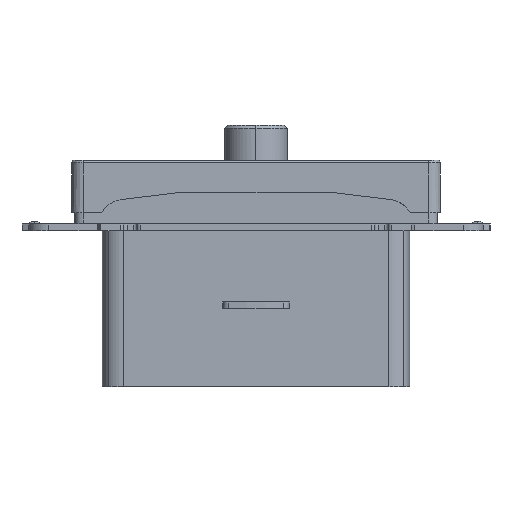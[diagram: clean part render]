
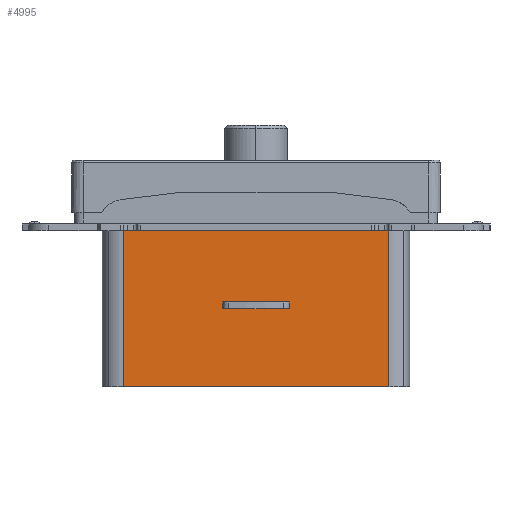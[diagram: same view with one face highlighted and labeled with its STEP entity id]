
A CAD part, left-side view. The second image highlights one B-rep face of the part: STEP entity #4995.
In plain terms, the highlighted planar face has unit normal (-1, 0, 0).
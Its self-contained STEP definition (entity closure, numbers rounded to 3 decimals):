
#151 = VERTEX_POINT ( 'NONE', #8980 ) ;
#282 = LINE ( 'NONE', #13534, #6473 ) ;
#827 = LINE ( 'NONE', #19850, #7502 ) ;
#1065 = ORIENTED_EDGE ( 'NONE', *, *, #11221, .T. ) ;
#1069 = VERTEX_POINT ( 'NONE', #7288 ) ;
#1304 = CARTESIAN_POINT ( 'NONE',  ( -4.714, 30.4, -88.961 ) ) ;
#1897 = DIRECTION ( 'NONE',  ( 0., 0., 1. ) ) ;
#2206 = LINE ( 'NONE', #13602, #16880 ) ;
#2375 = DIRECTION ( 'NONE',  ( 0., 1., 0. ) ) ;
#2462 = ORIENTED_EDGE ( 'NONE', *, *, #7296, .F. ) ;
#2706 = LINE ( 'NONE', #12351, #20709 ) ;
#2892 = VERTEX_POINT ( 'NONE', #24699 ) ;
#4376 = ORIENTED_EDGE ( 'NONE', *, *, #20321, .F. ) ;
#4417 = VERTEX_POINT ( 'NONE', #9766 ) ;
#4995 = ADVANCED_FACE ( 'NONE', ( #5412, #9303 ), #13062, .F. ) ;
#5194 = DIRECTION ( 'NONE',  ( 0., -1., 0. ) ) ;
#5404 = VERTEX_POINT ( 'NONE', #21150 ) ;
#5412 = FACE_BOUND ( 'NONE', #13343, .T. ) ;
#6220 = ORIENTED_EDGE ( 'NONE', *, *, #11993, .T. ) ;
#6473 = VECTOR ( 'NONE', #1897, 1000. ) ;
#6482 = DIRECTION ( 'NONE',  ( 0., 0., 1. ) ) ;
#6630 = ORIENTED_EDGE ( 'NONE', *, *, #22123, .F. ) ;
#7288 = CARTESIAN_POINT ( 'NONE',  ( -4.714, 30.4, -12.8 ) ) ;
#7296 = EDGE_CURVE ( 'NONE', #8258, #151, #23402, .T. ) ;
#7502 = VECTOR ( 'NONE', #5194, 1000. ) ;
#7907 = CARTESIAN_POINT ( 'NONE',  ( -4.714, 55.512, -11.8 ) ) ;
#8089 = VECTOR ( 'NONE', #8582, 1000. ) ;
#8258 = VERTEX_POINT ( 'NONE', #8305 ) ;
#8305 = CARTESIAN_POINT ( 'NONE',  ( -4.714, 30.4, -11.8 ) ) ;
#8582 = DIRECTION ( 'NONE',  ( 0., 0., -1. ) ) ;
#8980 = CARTESIAN_POINT ( 'NONE',  ( -4.714, 40.4, -11.8 ) ) ;
#9303 = FACE_OUTER_BOUND ( 'NONE', #23591, .T. ) ;
#9766 = CARTESIAN_POINT ( 'NONE',  ( -4.714, 15.288, -24.649 ) ) ;
#10973 = EDGE_CURVE ( 'NONE', #4417, #2892, #23549, .T. ) ;
#11194 = DIRECTION ( 'NONE',  ( 1., 0., 0. ) ) ;
#11221 = EDGE_CURVE ( 'NONE', #23278, #151, #282, .T. ) ;
#11965 = EDGE_CURVE ( 'NONE', #5404, #22423, #2206, .T. ) ;
#11993 = EDGE_CURVE ( 'NONE', #8258, #1069, #19350, .T. ) ;
#12351 = CARTESIAN_POINT ( 'NONE',  ( -4.714, 55.512, -88.961 ) ) ;
#12412 = CARTESIAN_POINT ( 'NONE',  ( -4.714, 55.512, -24.649 ) ) ;
#13062 = PLANE ( 'NONE',  #18938 ) ;
#13253 = ORIENTED_EDGE ( 'NONE', *, *, #11965, .T. ) ;
#13343 = EDGE_LOOP ( 'NONE', ( #2462, #6220, #4376, #1065 ) ) ;
#13495 = VECTOR ( 'NONE', #6482, 1000. ) ;
#13534 = CARTESIAN_POINT ( 'NONE',  ( -4.714, 40.4, -88.961 ) ) ;
#13602 = CARTESIAN_POINT ( 'NONE',  ( -4.714, 55.512, -1. ) ) ;
#13636 = LINE ( 'NONE', #15763, #13495 ) ;
#15074 = DIRECTION ( 'NONE',  ( 0., 1., 0. ) ) ;
#15763 = CARTESIAN_POINT ( 'NONE',  ( -4.714, 15.288, -88.961 ) ) ;
#16216 = DIRECTION ( 'NONE',  ( 0., 0., 1. ) ) ;
#16880 = VECTOR ( 'NONE', #21217, 1000. ) ;
#18938 = AXIS2_PLACEMENT_3D ( 'NONE', #20683, #11194, #15074 ) ;
#19350 = LINE ( 'NONE', #1304, #8089 ) ;
#19796 = DIRECTION ( 'NONE',  ( 0., 1., 0. ) ) ;
#19850 = CARTESIAN_POINT ( 'NONE',  ( -4.714, 55.512, -12.8 ) ) ;
#19894 = EDGE_CURVE ( 'NONE', #4417, #5404, #13636, .T. ) ;
#20128 = CARTESIAN_POINT ( 'NONE',  ( -4.714, 40.4, -12.8 ) ) ;
#20321 = EDGE_CURVE ( 'NONE', #23278, #1069, #827, .T. ) ;
#20547 = VECTOR ( 'NONE', #2375, 1000. ) ;
#20683 = CARTESIAN_POINT ( 'NONE',  ( -4.714, 55.512, -88.961 ) ) ;
#20709 = VECTOR ( 'NONE', #16216, 1000. ) ;
#20917 = VECTOR ( 'NONE', #19796, 1000. ) ;
#21010 = ORIENTED_EDGE ( 'NONE', *, *, #19894, .T. ) ;
#21150 = CARTESIAN_POINT ( 'NONE',  ( -4.714, 15.288, -1. ) ) ;
#21217 = DIRECTION ( 'NONE',  ( 0., 1., 0. ) ) ;
#21801 = ORIENTED_EDGE ( 'NONE', *, *, #10973, .F. ) ;
#21825 = CARTESIAN_POINT ( 'NONE',  ( -4.714, 55.512, -1. ) ) ;
#22123 = EDGE_CURVE ( 'NONE', #2892, #22423, #2706, .T. ) ;
#22423 = VERTEX_POINT ( 'NONE', #21825 ) ;
#23278 = VERTEX_POINT ( 'NONE', #20128 ) ;
#23402 = LINE ( 'NONE', #7907, #20547 ) ;
#23549 = LINE ( 'NONE', #12412, #20917 ) ;
#23591 = EDGE_LOOP ( 'NONE', ( #21801, #21010, #13253, #6630 ) ) ;
#24699 = CARTESIAN_POINT ( 'NONE',  ( -4.714, 55.512, -24.649 ) ) ;
